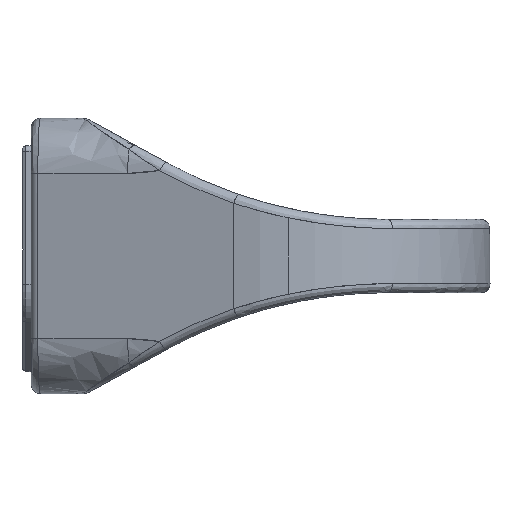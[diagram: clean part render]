
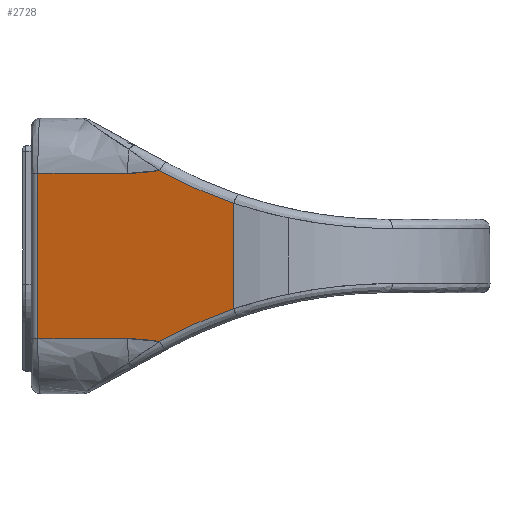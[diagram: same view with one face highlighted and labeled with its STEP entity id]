
A CAD part, left-side view. The second image highlights one B-rep face of the part: STEP entity #2728.
In plain terms, the highlighted free-form (B-spline) face has degree [1, 1] with [2, 2] control points.
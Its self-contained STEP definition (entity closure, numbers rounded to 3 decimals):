
#2728 = ADVANCED_FACE('',(#2729),#2837,.T.);
#2729 = FACE_BOUND('',#2730,.T.);
#2730 = EDGE_LOOP('',(#2731,#2741,#2749,#2756,#2764,#2772,#2779,#2787,
    #2795,#2802,#2810,#2818,#2825,#2832));
#2731 = ORIENTED_EDGE('',*,*,#2732,.T.);
#2732 = EDGE_CURVE('',#2733,#2735,#2737,.T.);
#2733 = VERTEX_POINT('',#2734);
#2734 = CARTESIAN_POINT('',(-11.528,11.237,
    15.418));
#2735 = VERTEX_POINT('',#2736);
#2736 = CARTESIAN_POINT('',(-11.842,10.115,
    15.475));
#2737 = B_SPLINE_CURVE_WITH_KNOTS('',2,(#2738,#2739,#2740),
  .UNSPECIFIED.,.F.,.F.,(3,3),(0.,0.5),.PIECEWISE_BEZIER_KNOTS.);
#2738 = CARTESIAN_POINT('',(-11.528,11.237,
    15.418));
#2739 = CARTESIAN_POINT('',(-11.677,10.705,
    15.418));
#2740 = CARTESIAN_POINT('',(-11.842,10.115,
    15.475));
#2741 = ORIENTED_EDGE('',*,*,#2742,.T.);
#2742 = EDGE_CURVE('',#2735,#2743,#2745,.T.);
#2743 = VERTEX_POINT('',#2744);
#2744 = CARTESIAN_POINT('',(-12.154,9.005,
    15.623));
#2745 = B_SPLINE_CURVE_WITH_KNOTS('',2,(#2746,#2747,#2748),
  .UNSPECIFIED.,.F.,.F.,(3,3),(0.5,1.),.PIECEWISE_BEZIER_KNOTS.);
#2746 = CARTESIAN_POINT('',(-11.842,10.115,
    15.475));
#2747 = CARTESIAN_POINT('',(-11.986,9.602,
    15.525));
#2748 = CARTESIAN_POINT('',(-12.154,9.005,
    15.623));
#2749 = ORIENTED_EDGE('',*,*,#2750,.T.);
#2750 = EDGE_CURVE('',#2743,#2751,#2753,.T.);
#2751 = VERTEX_POINT('',#2752);
#2752 = CARTESIAN_POINT('',(-12.156,8.997,
    15.619));
#2753 = B_SPLINE_CURVE_WITH_KNOTS('',1,(#2754,#2755),.UNSPECIFIED.,.F.,
  .F.,(2,2),(0.,0.007),.PIECEWISE_BEZIER_KNOTS.);
#2754 = CARTESIAN_POINT('',(-12.154,9.005,
    15.623));
#2755 = CARTESIAN_POINT('',(-12.156,8.997,
    15.619));
#2756 = ORIENTED_EDGE('',*,*,#2757,.T.);
#2757 = EDGE_CURVE('',#2751,#2758,#2760,.T.);
#2758 = VERTEX_POINT('',#2759);
#2759 = CARTESIAN_POINT('',(-12.868,6.455,
    14.361));
#2760 = B_SPLINE_CURVE_WITH_KNOTS('',2,(#2761,#2762,#2763),
  .UNSPECIFIED.,.F.,.F.,(3,3),(0.,0.5),.PIECEWISE_BEZIER_KNOTS.);
#2761 = CARTESIAN_POINT('',(-12.156,8.997,
    15.619));
#2762 = CARTESIAN_POINT('',(-12.504,7.753,
    14.935));
#2763 = CARTESIAN_POINT('',(-12.868,6.455,
    14.361));
#2764 = ORIENTED_EDGE('',*,*,#2765,.T.);
#2765 = EDGE_CURVE('',#2758,#2766,#2768,.T.);
#2766 = VERTEX_POINT('',#2767);
#2767 = CARTESIAN_POINT('',(-13.608,3.814,
    13.328));
#2768 = B_SPLINE_CURVE_WITH_KNOTS('',2,(#2769,#2770,#2771),
  .UNSPECIFIED.,.F.,.F.,(3,3),(0.5,1.),.PIECEWISE_BEZIER_KNOTS.);
#2769 = CARTESIAN_POINT('',(-12.868,6.455,
    14.361));
#2770 = CARTESIAN_POINT('',(-13.232,5.157,
    13.787));
#2771 = CARTESIAN_POINT('',(-13.608,3.814,
    13.328));
#2772 = ORIENTED_EDGE('',*,*,#2773,.T.);
#2773 = EDGE_CURVE('',#2766,#2774,#2776,.T.);
#2774 = VERTEX_POINT('',#2775);
#2775 = CARTESIAN_POINT('',(-13.608,3.814,
    5.945));
#2776 = B_SPLINE_CURVE_WITH_KNOTS('',1,(#2777,#2778),.UNSPECIFIED.,.F.,
  .F.,(2,2),(0.,5.746),.PIECEWISE_BEZIER_KNOTS.);
#2777 = CARTESIAN_POINT('',(-13.608,3.814,
    13.328));
#2778 = CARTESIAN_POINT('',(-13.608,3.814,
    5.945));
#2779 = ORIENTED_EDGE('',*,*,#2780,.T.);
#2780 = EDGE_CURVE('',#2774,#2781,#2783,.T.);
#2781 = VERTEX_POINT('',#2782);
#2782 = CARTESIAN_POINT('',(-12.868,6.455,
    4.911));
#2783 = B_SPLINE_CURVE_WITH_KNOTS('',2,(#2784,#2785,#2786),
  .UNSPECIFIED.,.F.,.F.,(3,3),(0.,0.5),.PIECEWISE_BEZIER_KNOTS.);
#2784 = CARTESIAN_POINT('',(-13.608,3.814,
    5.945));
#2785 = CARTESIAN_POINT('',(-13.232,5.157,
    5.485));
#2786 = CARTESIAN_POINT('',(-12.868,6.455,
    4.911));
#2787 = ORIENTED_EDGE('',*,*,#2788,.T.);
#2788 = EDGE_CURVE('',#2781,#2789,#2791,.T.);
#2789 = VERTEX_POINT('',#2790);
#2790 = CARTESIAN_POINT('',(-12.156,8.997,3.653
    ));
#2791 = B_SPLINE_CURVE_WITH_KNOTS('',2,(#2792,#2793,#2794),
  .UNSPECIFIED.,.F.,.F.,(3,3),(0.5,1.),.PIECEWISE_BEZIER_KNOTS.);
#2792 = CARTESIAN_POINT('',(-12.868,6.455,
    4.911));
#2793 = CARTESIAN_POINT('',(-12.504,7.753,4.337
    ));
#2794 = CARTESIAN_POINT('',(-12.156,8.997,
    3.653));
#2795 = ORIENTED_EDGE('',*,*,#2796,.T.);
#2796 = EDGE_CURVE('',#2789,#2797,#2799,.T.);
#2797 = VERTEX_POINT('',#2798);
#2798 = CARTESIAN_POINT('',(-12.154,9.005,3.649
    ));
#2799 = B_SPLINE_CURVE_WITH_KNOTS('',1,(#2800,#2801),.UNSPECIFIED.,.F.,
  .F.,(2,2),(0.,0.007),.PIECEWISE_BEZIER_KNOTS.);
#2800 = CARTESIAN_POINT('',(-12.156,8.997,
    3.653));
#2801 = CARTESIAN_POINT('',(-12.154,9.005,3.649
    ));
#2802 = ORIENTED_EDGE('',*,*,#2803,.T.);
#2803 = EDGE_CURVE('',#2797,#2804,#2806,.T.);
#2804 = VERTEX_POINT('',#2805);
#2805 = CARTESIAN_POINT('',(-11.842,10.115,
    3.797));
#2806 = B_SPLINE_CURVE_WITH_KNOTS('',2,(#2807,#2808,#2809),
  .UNSPECIFIED.,.F.,.F.,(3,3),(0.,0.5),.PIECEWISE_BEZIER_KNOTS.);
#2807 = CARTESIAN_POINT('',(-12.154,9.005,
    3.649));
#2808 = CARTESIAN_POINT('',(-11.986,9.602,
    3.747));
#2809 = CARTESIAN_POINT('',(-11.842,10.115,
    3.797));
#2810 = ORIENTED_EDGE('',*,*,#2811,.T.);
#2811 = EDGE_CURVE('',#2804,#2812,#2814,.T.);
#2812 = VERTEX_POINT('',#2813);
#2813 = CARTESIAN_POINT('',(-11.528,11.237,
    3.854));
#2814 = B_SPLINE_CURVE_WITH_KNOTS('',2,(#2815,#2816,#2817),
  .UNSPECIFIED.,.F.,.F.,(3,3),(0.5,1.),.PIECEWISE_BEZIER_KNOTS.);
#2815 = CARTESIAN_POINT('',(-11.842,10.115,
    3.797));
#2816 = CARTESIAN_POINT('',(-11.677,10.705,
    3.854));
#2817 = CARTESIAN_POINT('',(-11.528,11.237,
    3.854));
#2818 = ORIENTED_EDGE('',*,*,#2819,.T.);
#2819 = EDGE_CURVE('',#2812,#2820,#2822,.T.);
#2820 = VERTEX_POINT('',#2821);
#2821 = CARTESIAN_POINT('',(-9.768,17.518,
    3.854));
#2822 = B_SPLINE_CURVE_WITH_KNOTS('',1,(#2823,#2824),.UNSPECIFIED.,.F.,
  .F.,(2,2),(0.,5.077),.PIECEWISE_BEZIER_KNOTS.);
#2823 = CARTESIAN_POINT('',(-11.528,11.237,
    3.854));
#2824 = CARTESIAN_POINT('',(-9.768,17.518,
    3.854));
#2825 = ORIENTED_EDGE('',*,*,#2826,.T.);
#2826 = EDGE_CURVE('',#2820,#2827,#2829,.T.);
#2827 = VERTEX_POINT('',#2828);
#2828 = CARTESIAN_POINT('',(-9.768,17.518,
    15.418));
#2829 = B_SPLINE_CURVE_WITH_KNOTS('',1,(#2830,#2831),.UNSPECIFIED.,.F.,
  .F.,(2,2),(0.,9.),.PIECEWISE_BEZIER_KNOTS.);
#2830 = CARTESIAN_POINT('',(-9.768,17.518,
    3.854));
#2831 = CARTESIAN_POINT('',(-9.768,17.518,
    15.418));
#2832 = ORIENTED_EDGE('',*,*,#2833,.T.);
#2833 = EDGE_CURVE('',#2827,#2733,#2834,.T.);
#2834 = B_SPLINE_CURVE_WITH_KNOTS('',1,(#2835,#2836),.UNSPECIFIED.,.F.,
  .F.,(2,2),(0.,5.077),.PIECEWISE_BEZIER_KNOTS.);
#2835 = CARTESIAN_POINT('',(-9.768,17.518,
    15.418));
#2836 = CARTESIAN_POINT('',(-11.528,11.237,
    15.418));
#2837 = B_SPLINE_SURFACE_WITH_KNOTS('',1,1,(
    (#2838,#2839)
    ,(#2840,#2841
    )),.UNSPECIFIED.,.F.,.F.,.F.,(2,2),(2,2),(0.,1.),(0.,1.),
  .PIECEWISE_BEZIER_KNOTS.);
#2838 = CARTESIAN_POINT('',(-13.608,3.814,
    3.577));
#2839 = CARTESIAN_POINT('',(-13.608,3.814,
    15.695));
#2840 = CARTESIAN_POINT('',(-9.768,17.518,
    3.577));
#2841 = CARTESIAN_POINT('',(-9.768,17.518,
    15.695));
